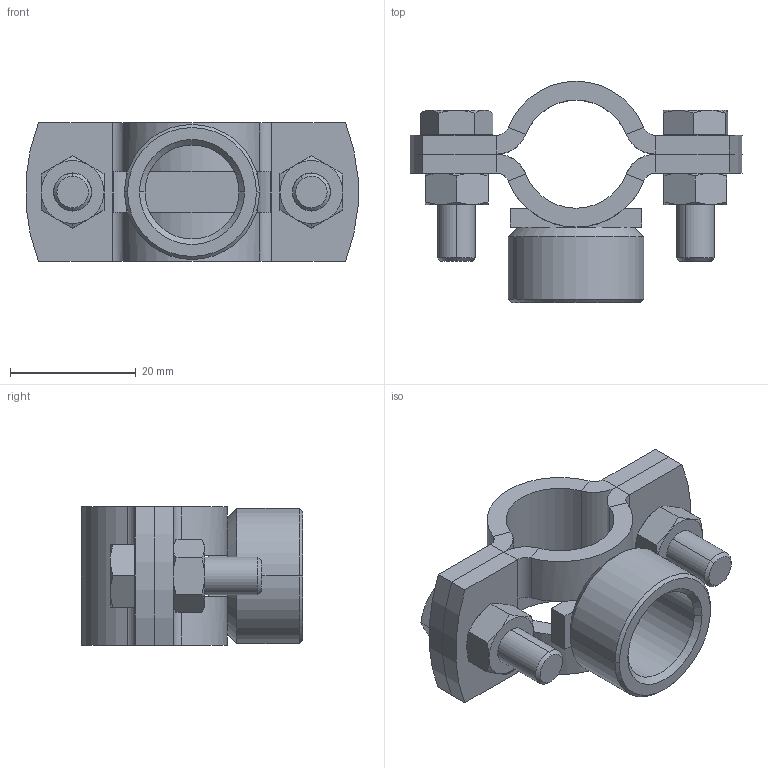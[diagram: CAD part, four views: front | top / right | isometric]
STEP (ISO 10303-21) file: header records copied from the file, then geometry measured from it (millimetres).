
FILE_DESCRIPTION (( 'STEP AP203' ), '1' );
FILE_NAME ('51.810.STEP', '2019-11-21T16:00:39', ( '' ), ( '' ), 'SwSTEP 2.0', 'SolidWorks 2019', '' );
FILE_SCHEMA (( 'CONFIG_CONTROL_DESIGN' ));
Length unit declared in the file: millimetre
Products named in the file (7): 51.810; 1000003380_01 - Gr. 17-19 - H-17105.601; 1000003264; 1000003369_01 - Gr. 17-19 - H-17104.001; 1000003483; 1000003485; 1000003360_01 - Gr. 17-19 - H-17103.001
Assembly tree (8 placements, depth 3):
  51.810
    1000003380_01 - Gr. 17-19 - H-17105.601
      1000003369_01 - Gr. 17-19 - H-17104.001
      1000003264
    1000003360_01 - Gr. 17-19 - H-17103.001
    1000003483  x2
    1000003485  x2
Bounding box: 52.83 x 35.2 x 22 mm (x, y, z)
Volume: 11685.3 mm3; surface area: 9911.9 mm2
Topology: 7 solids, 7 shells, 194 faces, 428 edges, 246 vertices
Faces by surface type: plane 90, cone 62, cylinder 42
Entity records: 4706 total; most frequent: CARTESIAN_POINT 799, DIRECTION 701, ORIENTED_EDGE 620, EDGE_CURVE 310, AXIS2_PLACEMENT_3D 277, VERTEX_POINT 179, EDGE_LOOP 151, LINE 147
